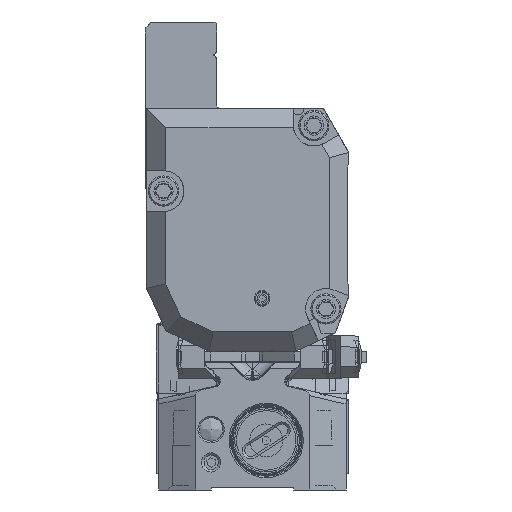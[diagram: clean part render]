
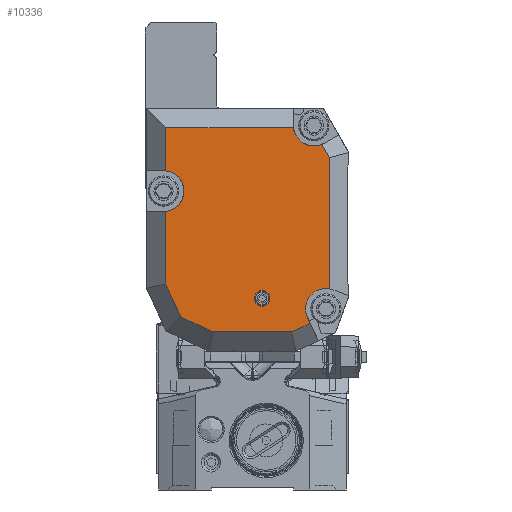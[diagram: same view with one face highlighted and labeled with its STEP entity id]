
A CAD part, front view. The second image highlights one B-rep face of the part: STEP entity #10336.
In plain terms, the highlighted planar face has unit normal (0, -1, 0).
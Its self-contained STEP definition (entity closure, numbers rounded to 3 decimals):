
#3401=FACE_BOUND('',#19602,.T.);
#3402=FACE_BOUND('',#19603,.T.);
#10336=ADVANCED_FACE('',(#3401,#3402),#12359,.F.);
#12359=PLANE('',#73848);
#19602=EDGE_LOOP('',(#38641,#38642,#38643,#38644,#38645,#38646,#38647,#38648,
#38649,#38650,#38651,#38652,#38653));
#19603=EDGE_LOOP('',(#38654));
#38641=ORIENTED_EDGE('',*,*,#54706,.T.);
#38642=ORIENTED_EDGE('',*,*,#54707,.T.);
#38643=ORIENTED_EDGE('',*,*,#54708,.T.);
#38644=ORIENTED_EDGE('',*,*,#54709,.T.);
#38645=ORIENTED_EDGE('',*,*,#54710,.T.);
#38646=ORIENTED_EDGE('',*,*,#54711,.T.);
#38647=ORIENTED_EDGE('',*,*,#54712,.T.);
#38648=ORIENTED_EDGE('',*,*,#54713,.T.);
#38649=ORIENTED_EDGE('',*,*,#54714,.T.);
#38650=ORIENTED_EDGE('',*,*,#54715,.T.);
#38651=ORIENTED_EDGE('',*,*,#54716,.T.);
#38652=ORIENTED_EDGE('',*,*,#54717,.T.);
#38653=ORIENTED_EDGE('',*,*,#54718,.T.);
#38654=ORIENTED_EDGE('',*,*,#54719,.T.);
#45140=VERTEX_POINT('',#125767);
#45141=VERTEX_POINT('',#125768);
#45142=VERTEX_POINT('',#125770);
#45143=VERTEX_POINT('',#125772);
#45144=VERTEX_POINT('',#125774);
#45145=VERTEX_POINT('',#125776);
#45146=VERTEX_POINT('',#125778);
#45147=VERTEX_POINT('',#125780);
#45148=VERTEX_POINT('',#125782);
#45149=VERTEX_POINT('',#125784);
#45150=VERTEX_POINT('',#125786);
#45151=VERTEX_POINT('',#125788);
#45152=VERTEX_POINT('',#125790);
#45153=VERTEX_POINT('',#125793);
#54706=EDGE_CURVE('',#45140,#45141,#68089,.T.);
#54707=EDGE_CURVE('',#45141,#45142,#60338,.T.);
#54708=EDGE_CURVE('',#45142,#45143,#60339,.T.);
#54709=EDGE_CURVE('',#45143,#45144,#68090,.T.);
#54710=EDGE_CURVE('',#45144,#45145,#60340,.T.);
#54711=EDGE_CURVE('',#45145,#45146,#60341,.T.);
#54712=EDGE_CURVE('',#45146,#45147,#68091,.T.);
#54713=EDGE_CURVE('',#45147,#45148,#60342,.T.);
#54714=EDGE_CURVE('',#45148,#45149,#60343,.T.);
#54715=EDGE_CURVE('',#45149,#45150,#60344,.T.);
#54716=EDGE_CURVE('',#45150,#45151,#60345,.T.);
#54717=EDGE_CURVE('',#45151,#45152,#60346,.T.);
#54718=EDGE_CURVE('',#45152,#45140,#60347,.T.);
#54719=EDGE_CURVE('',#45153,#45153,#68092,.T.);
#60338=LINE('',#125769,#66041);
#60339=LINE('',#125771,#66042);
#60340=LINE('',#125775,#66043);
#60341=LINE('',#125777,#66044);
#60342=LINE('',#125781,#66045);
#60343=LINE('',#125783,#66046);
#60344=LINE('',#125785,#66047);
#60345=LINE('',#125787,#66048);
#60346=LINE('',#125789,#66049);
#60347=LINE('',#125791,#66050);
#66041=VECTOR('',#91005,1.);
#66042=VECTOR('',#91006,1.);
#66043=VECTOR('',#91009,1.);
#66044=VECTOR('',#91010,1.);
#66045=VECTOR('',#91013,1.);
#66046=VECTOR('',#91014,1.);
#66047=VECTOR('',#91015,1.);
#66048=VECTOR('',#91016,1.);
#66049=VECTOR('',#91017,1.);
#66050=VECTOR('',#91018,1.);
#68089=CIRCLE('',#73844,3.7);
#68090=CIRCLE('',#73845,3.7);
#68091=CIRCLE('',#73846,3.7);
#68092=CIRCLE('',#73847,1.3);
#73844=AXIS2_PLACEMENT_3D('',#125766,#91003,#91004);
#73845=AXIS2_PLACEMENT_3D('',#125773,#91007,#91008);
#73846=AXIS2_PLACEMENT_3D('',#125779,#91011,#91012);
#73847=AXIS2_PLACEMENT_3D('',#125792,#91019,#91020);
#73848=AXIS2_PLACEMENT_3D('',#125794,#91021,#91022);
#91003=DIRECTION('',(0.,1.,0.));
#91004=DIRECTION('',(-1.,0.,0.));
#91005=DIRECTION('',(0.,0.,1.));
#91006=DIRECTION('',(-0.5,0.,0.866));
#91007=DIRECTION('',(0.,1.,0.));
#91008=DIRECTION('',(-1.,0.,0.));
#91009=DIRECTION('',(-1.,0.,0.));
#91010=DIRECTION('',(0.,0.,-1.));
#91011=DIRECTION('',(0.,1.,0.));
#91012=DIRECTION('',(-1.,0.,0.));
#91013=DIRECTION('',(0.,0.,-1.));
#91014=DIRECTION('',(0.419,0.,-0.908));
#91015=DIRECTION('',(0.905,0.,-0.426));
#91016=DIRECTION('',(1.,0.,0.));
#91017=DIRECTION('',(0.905,0.,0.426));
#91018=DIRECTION('',(-0.426,0.,0.905));
#91019=DIRECTION('',(0.,1.,0.));
#91020=DIRECTION('',(0.,0.,1.));
#91021=DIRECTION('',(0.,1.,0.));
#91022=DIRECTION('',(0.,0.,1.));
#125766=CARTESIAN_POINT('',(32.85,-8.,-52.11));
#125767=CARTESIAN_POINT('',(29.503,-8.,-53.687));
#125768=CARTESIAN_POINT('',(33.5,-8.,-48.468));
#125769=CARTESIAN_POINT('',(33.5,-8.,-46.706));
#125770=CARTESIAN_POINT('',(33.5,-8.,-24.648));
#125771=CARTESIAN_POINT('',(44.864,-8.,-44.331));
#125772=CARTESIAN_POINT('',(32.096,-8.,-22.216));
#125773=CARTESIAN_POINT('',(30.65,-8.,-18.81));
#125774=CARTESIAN_POINT('',(26.972,-8.,-19.21));
#125775=CARTESIAN_POINT('',(40.75,-8.,-19.21));
#125776=CARTESIAN_POINT('',(3.75,-8.,-19.21));
#125777=CARTESIAN_POINT('',(3.75,-8.,-46.706));
#125778=CARTESIAN_POINT('',(3.75,-8.,-27.032));
#125779=CARTESIAN_POINT('',(3.35,-8.,-30.71));
#125780=CARTESIAN_POINT('',(3.75,-8.,-34.388));
#125781=CARTESIAN_POINT('',(3.75,-8.,-46.706));
#125782=CARTESIAN_POINT('',(3.75,-8.,-47.584));
#125783=CARTESIAN_POINT('',(9.912,-8.,-60.937));
#125784=CARTESIAN_POINT('',(6.493,-8.,-53.528));
#125785=CARTESIAN_POINT('',(31.901,-8.,-65.495));
#125786=CARTESIAN_POINT('',(12.378,-8.,-56.3));
#125787=CARTESIAN_POINT('',(40.75,-8.,-56.3));
#125788=CARTESIAN_POINT('',(26.622,-8.,-56.3));
#125789=CARTESIAN_POINT('',(41.883,-8.,-49.112));
#125790=CARTESIAN_POINT('',(29.987,-8.,-54.715));
#125791=CARTESIAN_POINT('',(31.478,-8.,-57.881));
#125792=CARTESIAN_POINT('',(21.25,-8.,-50.21));
#125793=CARTESIAN_POINT('',(21.25,-8.,-48.91));
#125794=CARTESIAN_POINT('',(40.75,-8.,-46.706));
